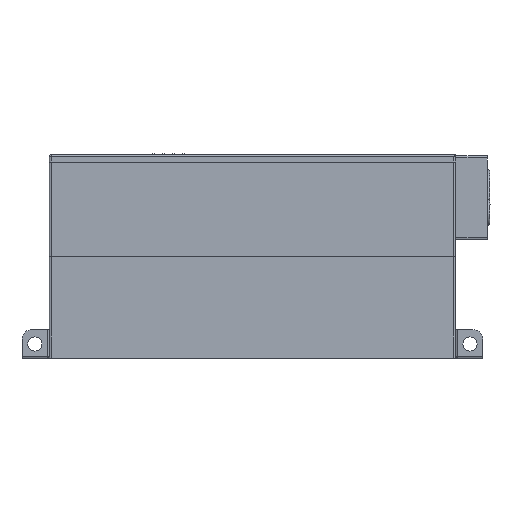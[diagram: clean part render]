
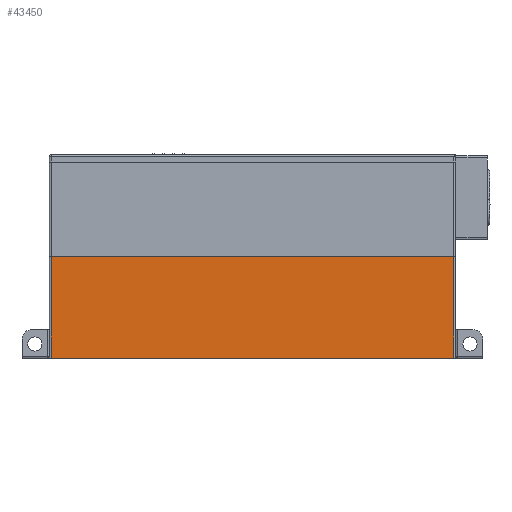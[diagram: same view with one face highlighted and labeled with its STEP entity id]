
A CAD part, left-side view. The second image highlights one B-rep face of the part: STEP entity #43450.
In plain terms, the highlighted planar face has unit normal (-1, 0, 0).
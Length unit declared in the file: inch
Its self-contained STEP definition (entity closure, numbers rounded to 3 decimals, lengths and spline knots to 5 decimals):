
#498 = VERTEX_POINT ( 'NONE', #9350 ) ;
#1719 = CARTESIAN_POINT ( 'NONE',  ( -7.285, 11.595, -5. ) ) ;
#4984 = ORIENTED_EDGE ( 'NONE', *, *, #27149, .T. ) ;
#5391 = DIRECTION ( 'NONE',  ( 0., 1., 0. ) ) ;
#5790 = DIRECTION ( 'NONE',  ( 0., 0., -1. ) ) ;
#6003 = CARTESIAN_POINT ( 'NONE',  ( -7.285, -10.135, -5. ) ) ;
#8399 = VECTOR ( 'NONE', #10239, 39.37008 ) ;
#9350 = CARTESIAN_POINT ( 'NONE',  ( -7.285, 10.135, 0.11 ) ) ;
#10239 = DIRECTION ( 'NONE',  ( 0., -1., 0. ) ) ;
#12365 = LINE ( 'NONE', #42104, #23150 ) ;
#13352 = VERTEX_POINT ( 'NONE', #44614 ) ;
#13947 = VECTOR ( 'NONE', #27846, 39.37008 ) ;
#17434 = EDGE_CURVE ( 'NONE', #24112, #13352, #12365, .T. ) ;
#19107 = ORIENTED_EDGE ( 'NONE', *, *, #17434, .T. ) ;
#20272 = EDGE_CURVE ( 'NONE', #13352, #498, #44306, .T. ) ;
#23150 = VECTOR ( 'NONE', #46344, 39.37008 ) ;
#23492 = EDGE_LOOP ( 'NONE', ( #19107, #24888, #39731, #4984 ) ) ;
#23810 = CARTESIAN_POINT ( 'NONE',  ( -7.285, 10.135, -5. ) ) ;
#24112 = VERTEX_POINT ( 'NONE', #6003 ) ;
#24888 = ORIENTED_EDGE ( 'NONE', *, *, #20272, .T. ) ;
#27149 = EDGE_CURVE ( 'NONE', #32946, #24112, #50177, .T. ) ;
#27762 = EDGE_CURVE ( 'NONE', #498, #32946, #45009, .T. ) ;
#27846 = DIRECTION ( 'NONE',  ( 0., 0., -1. ) ) ;
#29999 = FACE_OUTER_BOUND ( 'NONE', #23492, .T. ) ;
#30014 = DIRECTION ( 'NONE',  ( 1., 0., 0. ) ) ;
#32946 = VERTEX_POINT ( 'NONE', #36470 ) ;
#33497 = VECTOR ( 'NONE', #5391, 39.37008 ) ;
#33891 = PLANE ( 'NONE',  #37342 ) ;
#36470 = CARTESIAN_POINT ( 'NONE',  ( -7.285, 10.135, -5. ) ) ;
#37342 = AXIS2_PLACEMENT_3D ( 'NONE', #1719, #30014, #5790 ) ;
#38499 = CARTESIAN_POINT ( 'NONE',  ( -7.285, 11.595, -5. ) ) ;
#39731 = ORIENTED_EDGE ( 'NONE', *, *, #27762, .T. ) ;
#41487 = CARTESIAN_POINT ( 'NONE',  ( -7.285, 11.595, 0.11 ) ) ;
#42104 = CARTESIAN_POINT ( 'NONE',  ( -7.285, -10.135, 5.24 ) ) ;
#43450 = ADVANCED_FACE ( 'NONE', ( #29999 ), #33891, .F. ) ;
#44306 = LINE ( 'NONE', #41487, #33497 ) ;
#44614 = CARTESIAN_POINT ( 'NONE',  ( -7.285, -10.135, 0.11 ) ) ;
#45009 = LINE ( 'NONE', #23810, #13947 ) ;
#46344 = DIRECTION ( 'NONE',  ( 0., 0., 1. ) ) ;
#50177 = LINE ( 'NONE', #38499, #8399 ) ;
